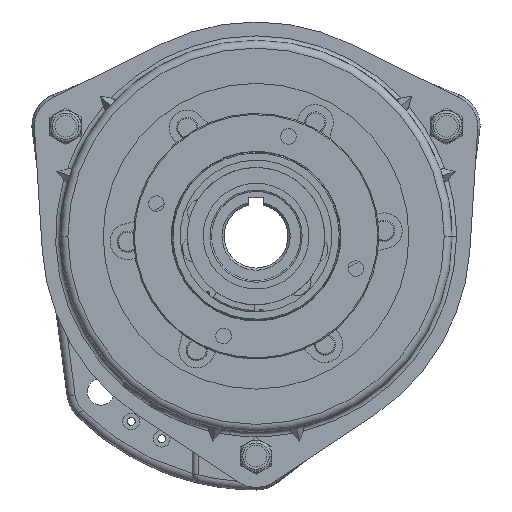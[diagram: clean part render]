
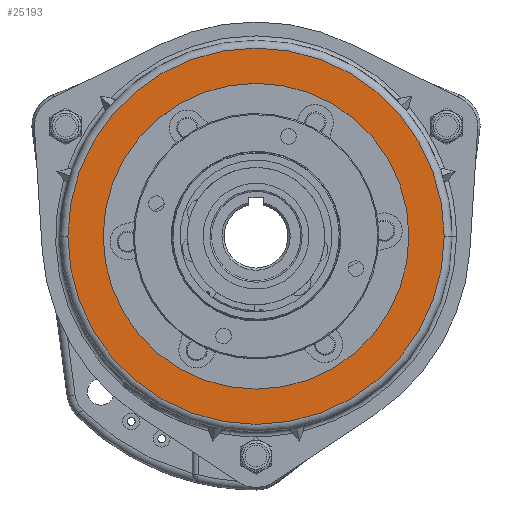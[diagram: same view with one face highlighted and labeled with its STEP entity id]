
A CAD part, top view. The second image highlights one B-rep face of the part: STEP entity #25193.
In plain terms, the highlighted planar face has unit normal (0, 0, 1).
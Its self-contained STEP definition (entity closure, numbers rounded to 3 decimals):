
#452 = PLANE ( 'NONE',  #2739 ) ;
#1163 = CARTESIAN_POINT ( 'NONE',  ( 0., 0., 40. ) ) ;
#2271 = CIRCLE ( 'NONE', #5050, 68.5 ) ;
#2500 = ORIENTED_EDGE ( 'NONE', *, *, #22098, .T. ) ;
#2739 = AXIS2_PLACEMENT_3D ( 'NONE', #32370, #26985, #19045 ) ;
#3274 = FACE_OUTER_BOUND ( 'NONE', #13846, .T. ) ;
#3857 = DIRECTION ( 'NONE',  ( 1., 0., 0. ) ) ;
#4422 = DIRECTION ( 'NONE',  ( 0., 0., -1. ) ) ;
#5050 = AXIS2_PLACEMENT_3D ( 'NONE', #20329, #4422, #23022 ) ;
#7993 = CARTESIAN_POINT ( 'NONE',  ( -84.3, 0., 40. ) ) ;
#9099 = DIRECTION ( 'NONE',  ( 0., 0., 1. ) ) ;
#9531 = FACE_BOUND ( 'NONE', #29536, .T. ) ;
#12793 = EDGE_CURVE ( 'NONE', #27417, #19984, #18528, .T. ) ;
#13715 = DIRECTION ( 'NONE',  ( 0., 0., -1. ) ) ;
#13846 = EDGE_LOOP ( 'NONE', ( #21574, #25905 ) ) ;
#16725 = ORIENTED_EDGE ( 'NONE', *, *, #32137, .T. ) ;
#18231 = VERTEX_POINT ( 'NONE', #26101 ) ;
#18389 = CIRCLE ( 'NONE', #30998, 68.5 ) ;
#18528 = CIRCLE ( 'NONE', #28953, 84.3 ) ;
#19045 = DIRECTION ( 'NONE',  ( 1., 0., 0. ) ) ;
#19245 = CARTESIAN_POINT ( 'NONE',  ( 84.3, 0., 40. ) ) ;
#19766 = DIRECTION ( 'NONE',  ( 0., 0., 1. ) ) ;
#19984 = VERTEX_POINT ( 'NONE', #19245 ) ;
#20176 = CIRCLE ( 'NONE', #24233, 84.3 ) ;
#20329 = CARTESIAN_POINT ( 'NONE',  ( 0., 0., 40. ) ) ;
#21574 = ORIENTED_EDGE ( 'NONE', *, *, #31721, .T. ) ;
#22098 = EDGE_CURVE ( 'NONE', #30581, #18231, #18389, .T. ) ;
#23022 = DIRECTION ( 'NONE',  ( -1., 0., 0. ) ) ;
#24233 = AXIS2_PLACEMENT_3D ( 'NONE', #1163, #19766, #3857 ) ;
#25034 = CARTESIAN_POINT ( 'NONE',  ( 0., 0., 40. ) ) ;
#25193 = ADVANCED_FACE ( 'NONE', ( #3274, #9531 ), #452, .T. ) ;
#25905 = ORIENTED_EDGE ( 'NONE', *, *, #12793, .T. ) ;
#26101 = CARTESIAN_POINT ( 'NONE',  ( -68.5, 0., 40. ) ) ;
#26985 = DIRECTION ( 'NONE',  ( 0., 0., 1. ) ) ;
#27417 = VERTEX_POINT ( 'NONE', #7993 ) ;
#27709 = DIRECTION ( 'NONE',  ( 1., 0., 0. ) ) ;
#28953 = AXIS2_PLACEMENT_3D ( 'NONE', #25034, #9099, #27709 ) ;
#29536 = EDGE_LOOP ( 'NONE', ( #16725, #2500 ) ) ;
#29694 = CARTESIAN_POINT ( 'NONE',  ( 0., 0., 40. ) ) ;
#30581 = VERTEX_POINT ( 'NONE', #31112 ) ;
#30998 = AXIS2_PLACEMENT_3D ( 'NONE', #29694, #13715, #32384 ) ;
#31112 = CARTESIAN_POINT ( 'NONE',  ( 68.5, 0., 40. ) ) ;
#31721 = EDGE_CURVE ( 'NONE', #19984, #27417, #20176, .T. ) ;
#32137 = EDGE_CURVE ( 'NONE', #18231, #30581, #2271, .T. ) ;
#32370 = CARTESIAN_POINT ( 'NONE',  ( 0., 68.5, 40. ) ) ;
#32384 = DIRECTION ( 'NONE',  ( -1., 0., 0. ) ) ;
